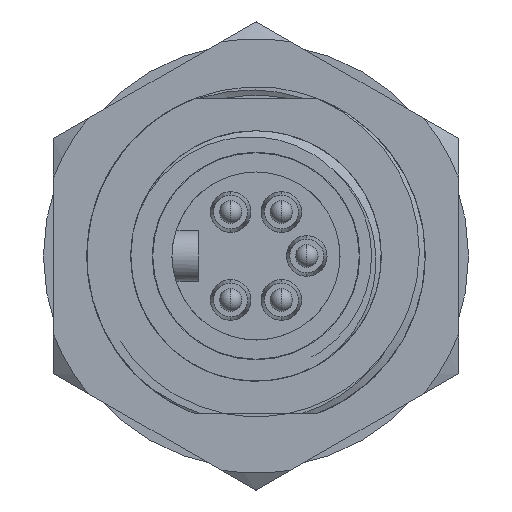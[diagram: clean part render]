
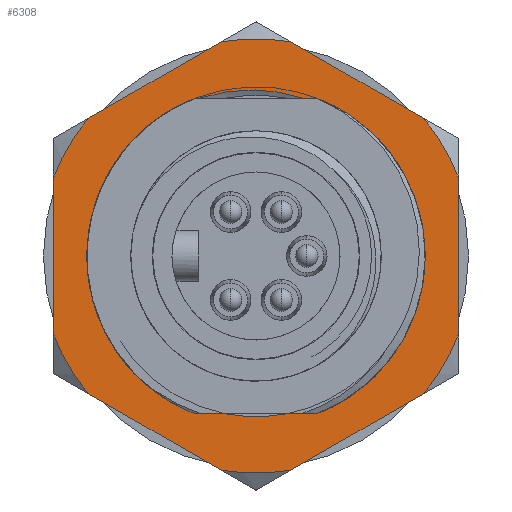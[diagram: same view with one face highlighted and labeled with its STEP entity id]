
A CAD part, left-side view. The second image highlights one B-rep face of the part: STEP entity #6308.
In plain terms, the highlighted planar face has unit normal (-1, 0, 0).
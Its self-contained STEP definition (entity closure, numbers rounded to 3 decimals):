
#765=DIRECTION('',(0.,-1.,0.));
#766=VECTOR('',#765,0.194);
#767=CARTESIAN_POINT('',(-15.,5.183,14.));
#768=LINE('',#767,#766);
#905=DIRECTION('',(0.,-1.,0.));
#906=VECTOR('',#905,0.19);
#907=CARTESIAN_POINT('',(-15.,-4.152,14.));
#908=LINE('',#907,#906);
#909=DIRECTION('',(0.,0.,1.));
#910=VECTOR('',#909,13.647);
#911=CARTESIAN_POINT('',(-15.,18.,-6.824));
#912=LINE('',#911,#910);
#913=CARTESIAN_POINT('',(-15.,0.,0.));
#914=DIRECTION('',(1.,0.,0.));
#915=DIRECTION('',(0.,0.935,0.354));
#916=AXIS2_PLACEMENT_3D('',#913,#914,#915);
#918=CARTESIAN_POINT('',(-15.,0.,0.));
#919=DIRECTION('',(1.,0.,0.));
#920=DIRECTION('',(0.,0.161,0.987));
#921=AXIS2_PLACEMENT_3D('',#918,#919,#920);
#923=DIRECTION('',(0.,-0.866,-0.5));
#924=VECTOR('',#923,13.647);
#925=CARTESIAN_POINT('',(-15.,-3.091,19.));
#926=LINE('',#925,#924);
#927=CARTESIAN_POINT('',(-15.,0.,0.));
#928=DIRECTION('',(1.,0.,0.));
#929=DIRECTION('',(0.,-0.775,0.633));
#930=AXIS2_PLACEMENT_3D('',#927,#928,#929);
#932=DIRECTION('',(0.,0.,-1.));
#933=VECTOR('',#932,13.647);
#934=CARTESIAN_POINT('',(-15.,-18.,6.824));
#935=LINE('',#934,#933);
#936=CARTESIAN_POINT('',(-15.,0.,0.));
#937=DIRECTION('',(1.,0.,0.));
#938=DIRECTION('',(0.,-0.935,-0.354));
#939=AXIS2_PLACEMENT_3D('',#936,#937,#938);
#941=CARTESIAN_POINT('',(-15.,0.,0.));
#942=DIRECTION('',(1.,0.,0.));
#943=DIRECTION('',(0.,-0.161,-0.987));
#944=AXIS2_PLACEMENT_3D('',#941,#942,#943);
#946=DIRECTION('',(0.,0.866,0.5));
#947=VECTOR('',#946,13.647);
#948=CARTESIAN_POINT('',(-15.,3.091,-19.));
#949=LINE('',#948,#947);
#950=CARTESIAN_POINT('',(-15.,0.,0.));
#951=DIRECTION('',(1.,0.,0.));
#952=DIRECTION('',(0.,0.775,-0.633));
#953=AXIS2_PLACEMENT_3D('',#950,#951,#952);
#955=CARTESIAN_POINT('',(-15.,0.,0.));
#956=DIRECTION('',(-1.,0.,0.));
#957=DIRECTION('',(0.,0.186,-0.982));
#958=AXIS2_PLACEMENT_3D('',#955,#956,#957);
#1119=DIRECTION('',(0.,-0.866,0.5));
#1120=VECTOR('',#1119,13.647);
#1121=CARTESIAN_POINT('',(-15.,-3.091,-19.));
#1122=LINE('',#1121,#1120);
#1195=DIRECTION('',(0.,0.866,-0.5));
#1196=VECTOR('',#1195,13.647);
#1197=CARTESIAN_POINT('',(-15.,3.091,19.));
#1198=LINE('',#1197,#1196);
#1435=CARTESIAN_POINT('',(-15.,4.99,14.));
#1436=CARTESIAN_POINT('',(-15.,4.241,14.245));
#1437=CARTESIAN_POINT('',(-15.,2.732,14.608));
#1438=CARTESIAN_POINT('',(-15.,0.443,14.786));
#1439=CARTESIAN_POINT('',(-15.,-1.879,14.606));
#1440=CARTESIAN_POINT('',(-15.,-3.398,14.246));
#1441=CARTESIAN_POINT('',(-15.,-4.152,14.));
#1443=DIRECTION('',(0.,1.,0.));
#1444=VECTOR('',#1443,2.365);
#1445=CARTESIAN_POINT('',(-15.,-5.023,-14.));
#1446=LINE('',#1445,#1444);
#1637=DIRECTION('',(0.,1.,0.));
#1638=VECTOR('',#1637,2.728);
#1639=CARTESIAN_POINT('',(-15.,2.658,-14.));
#1640=LINE('',#1639,#1638);
#2826=CARTESIAN_POINT('',(-15.,0.,0.));
#2827=DIRECTION('',(1.,0.,0.));
#2828=DIRECTION('',(0.,0.359,-0.933));
#2829=AXIS2_PLACEMENT_3D('',#2826,#2827,#2828);
#2849=CARTESIAN_POINT('',(-15.,7.523,12.977));
#2850=CARTESIAN_POINT('',(-15.,7.149,13.18));
#2851=CARTESIAN_POINT('',(-15.,6.385,13.554));
#2852=CARTESIAN_POINT('',(-15.,5.589,13.862));
#2853=CARTESIAN_POINT('',(-15.,5.183,14.));
#3993=CARTESIAN_POINT('',(-15.,-13.686,3.97));
#3994=CARTESIAN_POINT('',(-15.,-13.909,3.278));
#3995=CARTESIAN_POINT('',(-15.,-14.24,1.882));
#3996=CARTESIAN_POINT('',(-15.,-14.423,-0.227));
#3997=CARTESIAN_POINT('',(-15.,-14.294,-2.369));
#3998=CARTESIAN_POINT('',(-15.,-13.833,-4.518));
#3999=CARTESIAN_POINT('',(-15.,-13.047,-6.589));
#4000=CARTESIAN_POINT('',(-15.,-11.986,-8.451));
#4001=CARTESIAN_POINT('',(-15.,-10.783,-10.029));
#4002=CARTESIAN_POINT('',(-15.,-9.166,-11.625));
#4003=CARTESIAN_POINT('',(-15.,-7.204,-13.009));
#4004=CARTESIAN_POINT('',(-15.,-5.777,-13.706));
#4005=CARTESIAN_POINT('',(-15.,-5.023,-14.));
#4030=CARTESIAN_POINT('',(-15.,-4.343,14.));
#4031=CARTESIAN_POINT('',(-15.,-5.132,13.73));
#4032=CARTESIAN_POINT('',(-15.,-6.627,13.071));
#4033=CARTESIAN_POINT('',(-15.,-8.646,11.747));
#4034=CARTESIAN_POINT('',(-15.,-10.384,10.142));
#4035=CARTESIAN_POINT('',(-15.,-11.834,8.294));
#4036=CARTESIAN_POINT('',(-15.,-12.968,6.218));
#4037=CARTESIAN_POINT('',(-15.,-13.487,4.739));
#4038=CARTESIAN_POINT('',(-15.,-13.686,3.97));
#4781=CARTESIAN_POINT('',(-15.,18.,-6.824));
#4782=CARTESIAN_POINT('',(-15.,18.,6.824));
#4783=VERTEX_POINT('',#4781);
#4784=VERTEX_POINT('',#4782);
#4785=CARTESIAN_POINT('',(-15.,14.909,12.177));
#4786=VERTEX_POINT('',#4785);
#4787=CARTESIAN_POINT('',(-15.,3.091,19.));
#4788=VERTEX_POINT('',#4787);
#4789=CARTESIAN_POINT('',(-15.,-3.091,19.));
#4790=VERTEX_POINT('',#4789);
#4791=CARTESIAN_POINT('',(-15.,-14.909,12.177));
#4792=VERTEX_POINT('',#4791);
#4793=CARTESIAN_POINT('',(-15.,-18.,6.824));
#4794=CARTESIAN_POINT('',(-15.,-18.,-6.824));
#4795=VERTEX_POINT('',#4793);
#4796=VERTEX_POINT('',#4794);
#4797=CARTESIAN_POINT('',(-15.,-14.909,-12.177));
#4798=VERTEX_POINT('',#4797);
#4799=CARTESIAN_POINT('',(-15.,-3.091,-19.));
#4800=VERTEX_POINT('',#4799);
#4801=CARTESIAN_POINT('',(-15.,3.091,-19.));
#4802=VERTEX_POINT('',#4801);
#4803=CARTESIAN_POINT('',(-15.,14.909,-12.177));
#4804=VERTEX_POINT('',#4803);
#4939=CARTESIAN_POINT('',(-15.,5.183,14.));
#4940=CARTESIAN_POINT('',(-15.,4.99,14.));
#4941=VERTEX_POINT('',#4939);
#4942=VERTEX_POINT('',#4940);
#4943=CARTESIAN_POINT('',(-15.,-4.152,14.));
#4944=CARTESIAN_POINT('',(-15.,-4.343,14.));
#4945=VERTEX_POINT('',#4943);
#4946=VERTEX_POINT('',#4944);
#4983=CARTESIAN_POINT('',(-15.,5.385,-14.));
#4984=CARTESIAN_POINT('',(-15.,7.523,12.977));
#4985=VERTEX_POINT('',#4983);
#4986=VERTEX_POINT('',#4984);
#4987=CARTESIAN_POINT('',(-15.,-5.023,-14.));
#4988=CARTESIAN_POINT('',(-15.,-2.658,-14.));
#4989=VERTEX_POINT('',#4987);
#4990=VERTEX_POINT('',#4988);
#4991=CARTESIAN_POINT('',(-15.,2.658,-14.));
#4992=VERTEX_POINT('',#4991);
#5023=VERTEX_POINT('',#4038);
#6257=CARTESIAN_POINT('',(-15.,0.,0.));
#6258=DIRECTION('',(1.,0.,0.));
#6259=DIRECTION('',(0.,-0.866,0.5));
#6260=AXIS2_PLACEMENT_3D('',#6257,#6258,#6259);
#6261=PLANE('',#6260);
#6263=ORIENTED_EDGE('',*,*,#6262,.T.);
#6265=ORIENTED_EDGE('',*,*,#6264,.T.);
#6267=ORIENTED_EDGE('',*,*,#6266,.F.);
#6269=ORIENTED_EDGE('',*,*,#6268,.T.);
#6271=ORIENTED_EDGE('',*,*,#6270,.T.);
#6273=ORIENTED_EDGE('',*,*,#6272,.T.);
#6275=ORIENTED_EDGE('',*,*,#6274,.T.);
#6277=ORIENTED_EDGE('',*,*,#6276,.T.);
#6279=ORIENTED_EDGE('',*,*,#6278,.F.);
#6281=ORIENTED_EDGE('',*,*,#6280,.T.);
#6283=ORIENTED_EDGE('',*,*,#6282,.T.);
#6285=ORIENTED_EDGE('',*,*,#6284,.T.);
#6286=EDGE_LOOP('',(#6263,#6265,#6267,#6269,#6271,#6273,#6275,#6277,#6279,#6281,
#6283,#6285));
#6287=FACE_OUTER_BOUND('',#6286,.F.);
#6288=ORIENTED_EDGE('',*,*,#6089,.F.);
#6290=ORIENTED_EDGE('',*,*,#6289,.F.);
#6292=ORIENTED_EDGE('',*,*,#6291,.F.);
#6294=ORIENTED_EDGE('',*,*,#6293,.F.);
#6296=ORIENTED_EDGE('',*,*,#6295,.T.);
#6298=ORIENTED_EDGE('',*,*,#6297,.F.);
#6300=ORIENTED_EDGE('',*,*,#6299,.F.);
#6302=ORIENTED_EDGE('',*,*,#6301,.F.);
#6303=ORIENTED_EDGE('',*,*,#6165,.F.);
#6305=ORIENTED_EDGE('',*,*,#6304,.F.);
#6306=EDGE_LOOP('',(#6288,#6290,#6292,#6294,#6296,#6298,#6300,#6302,#6303,
#6305));
#6307=FACE_BOUND('',#6306,.F.);
#6308=ADVANCED_FACE('',(#6287,#6307),#6261,.F.);
#917=CIRCLE('',#916,19.25);
#922=CIRCLE('',#921,19.25);
#931=CIRCLE('',#930,19.25);
#940=CIRCLE('',#939,19.25);
#945=CIRCLE('',#944,19.25);
#954=CIRCLE('',#953,19.25);
#959=CIRCLE('',#958,14.25);
#1442=B_SPLINE_CURVE_WITH_KNOTS('',3,(#1435,#1436,#1437,#1438,#1439,#1440,
#1441),.UNSPECIFIED.,.F.,.F.,(4,1,1,1,4),(0.,0.25,0.5,0.75,1.),
.UNSPECIFIED.);
#2830=CIRCLE('',#2829,15.);
#2854=B_SPLINE_CURVE_WITH_KNOTS('',3,(#2849,#2850,#2851,#2852,#2853),
.UNSPECIFIED.,.F.,.F.,(4,1,4),(0.,0.5,1.),.UNSPECIFIED.);
#4006=B_SPLINE_CURVE_WITH_KNOTS('',3,(#3993,#3994,#3995,#3996,#3997,#3998,#3999,
#4000,#4001,#4002,#4003,#4004,#4005),.UNSPECIFIED.,.F.,.F.,(4,1,1,1,1,1,1,1,1,1,
4),(0.,0.1,0.2,0.3,0.4,0.5,0.6,0.7,0.8,0.9,1.),
.UNSPECIFIED.);
#4039=B_SPLINE_CURVE_WITH_KNOTS('',3,(#4030,#4031,#4032,#4033,#4034,#4035,#4036,
#4037,#4038),.UNSPECIFIED.,.F.,.F.,(4,1,1,1,1,1,4),(0.,0.167,
0.333,0.5,0.667,0.833,1.),
.UNSPECIFIED.);
#6089=EDGE_CURVE('',#4941,#4942,#768,.T.);
#6165=EDGE_CURVE('',#4945,#4946,#908,.T.);
#6262=EDGE_CURVE('',#4783,#4784,#912,.T.);
#6264=EDGE_CURVE('',#4784,#4786,#917,.T.);
#6266=EDGE_CURVE('',#4788,#4786,#1198,.T.);
#6268=EDGE_CURVE('',#4788,#4790,#922,.T.);
#6270=EDGE_CURVE('',#4790,#4792,#926,.T.);
#6272=EDGE_CURVE('',#4792,#4795,#931,.T.);
#6274=EDGE_CURVE('',#4795,#4796,#935,.T.);
#6276=EDGE_CURVE('',#4796,#4798,#940,.T.);
#6278=EDGE_CURVE('',#4800,#4798,#1122,.T.);
#6280=EDGE_CURVE('',#4800,#4802,#945,.T.);
#6282=EDGE_CURVE('',#4802,#4804,#949,.T.);
#6284=EDGE_CURVE('',#4804,#4783,#954,.T.);
#6289=EDGE_CURVE('',#4986,#4941,#2854,.T.);
#6291=EDGE_CURVE('',#4985,#4986,#2830,.T.);
#6293=EDGE_CURVE('',#4992,#4985,#1640,.T.);
#6295=EDGE_CURVE('',#4992,#4990,#959,.T.);
#6297=EDGE_CURVE('',#4989,#4990,#1446,.T.);
#6299=EDGE_CURVE('',#5023,#4989,#4006,.T.);
#6301=EDGE_CURVE('',#4946,#5023,#4039,.T.);
#6304=EDGE_CURVE('',#4942,#4945,#1442,.T.);
